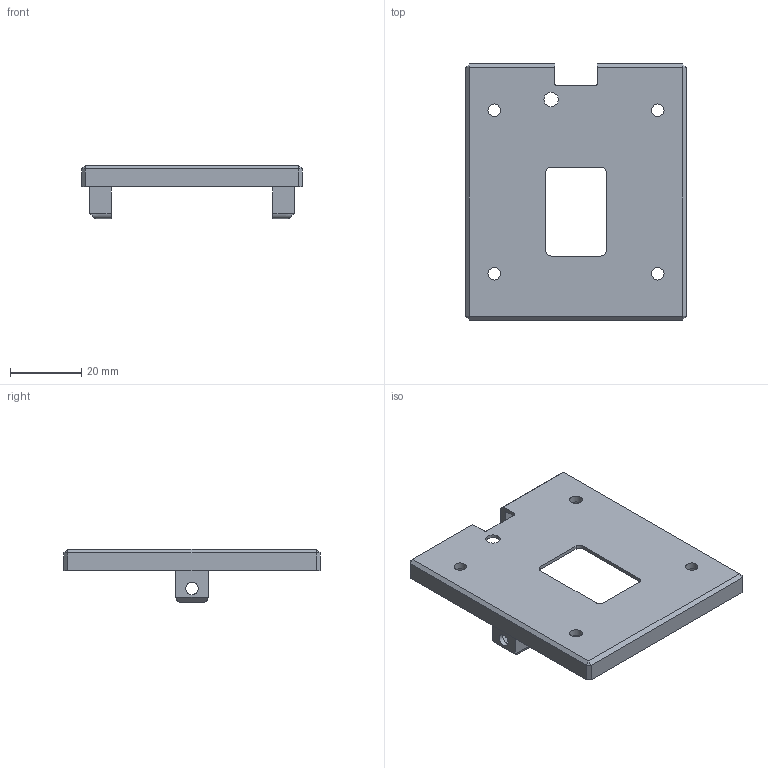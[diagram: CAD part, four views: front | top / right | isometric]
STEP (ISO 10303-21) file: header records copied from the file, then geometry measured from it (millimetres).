
FILE_DESCRIPTION(('FreeCAD Model'),'2;1');
FILE_NAME('bodyA_reexport.step' ,'2018-01-21T20:39:25',('Author'),(''), 'Open CASCADE STEP processor 7.0','FreeCAD','Unknown');
FILE_SCHEMA(('AUTOMOTIVE_DESIGN { 1 0 10303 214 1 1 1 1 }'));
Length unit declared in the file: millimetre
Products named in the file (2): ASSEMBLY; bodyA
Assembly tree (1 placements, depth 2):
  ASSEMBLY
    bodyA
Bounding box: 62 x 72 x 15 mm (x, y, z)
Volume: 13495.1 mm3; surface area: 11346.2 mm2
Topology: 1 solids, 1 shells, 143 faces, 361 edges, 226 vertices
Faces by surface type: plane 112, cylinder 31
Full cylindrical faces by diameter (mm): 3.5 x6, 4 x1
Entity records: 8938 total; most frequent: CARTESIAN_POINT 1840, DIRECTION 1230, LINE 821, VECTOR 821, ORIENTED_EDGE 722, PCURVE 722, DEFINITIONAL_REPRESENTATION 722, EDGE_CURVE 361
